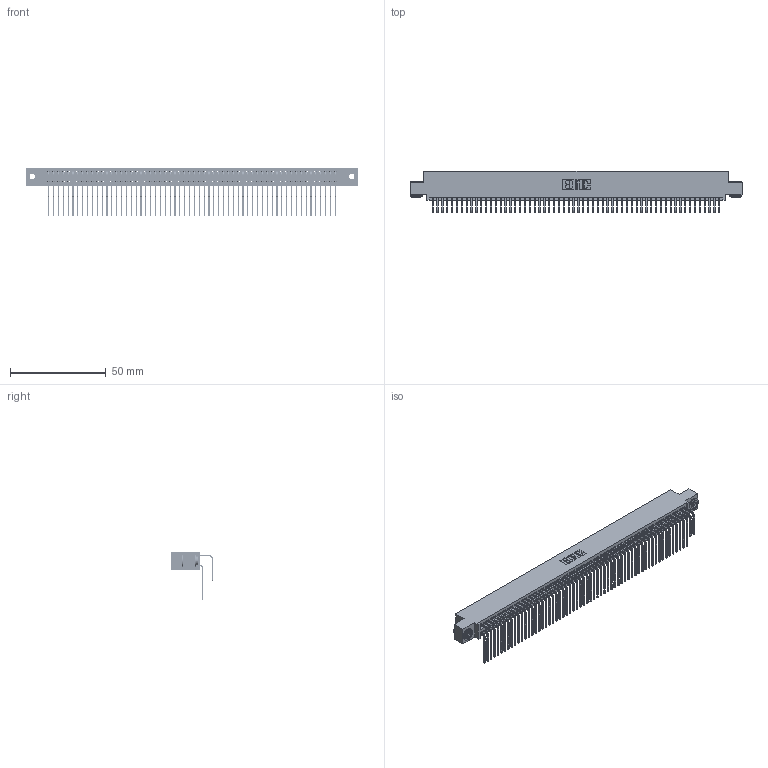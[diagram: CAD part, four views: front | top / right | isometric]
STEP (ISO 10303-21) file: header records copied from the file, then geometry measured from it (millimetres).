
FILE_DESCRIPTION (( 'STEP AP203' ), '1' );
FILE_NAME ('845-120-558-503.STEP', '2018-11-21T06:23:48', ( '' ), ( '' ), 'SwSTEP 2.0', 'SolidWorks 2016', '' );
FILE_SCHEMA (( 'CONFIG_CONTROL_DESIGN' ));
Length unit declared in the file: inch
Products named in the file (5): 845 Part_0.110 Offset - 0.156 Dia-TH; 345-292-001_558 559 Tail - 1; 345-292-001_558 Tail - 2; 345-250-002_345-250-002-102; 845-120-558-503
Assembly tree (123 placements, depth 2):
  845-120-558-503
    845 Part_0.110 Offset - 0.156 Dia-TH
    345-292-001_558 559 Tail - 1  x60
    345-292-001_558 Tail - 2  x60
    345-250-002_345-250-002-102  x2
Bounding box: 173.61 x 21.83 x 25.53 mm (x, y, z)
Volume: 17669.9 mm3; surface area: 30020.6 mm2
Topology: 123 solids, 123 shells, 6408 faces, 19029 edges, 12522 vertices
Faces by surface type: plane 4294, cylinder 2106, cone 8
Entity records: 47088 total; most frequent: CARTESIAN_POINT 7898, ORIENTED_EDGE 7774, DIRECTION 6945, EDGE_CURVE 3887, LINE 3451, VECTOR 3451, VERTEX_POINT 2586, AXIS2_PLACEMENT_3D 1747
